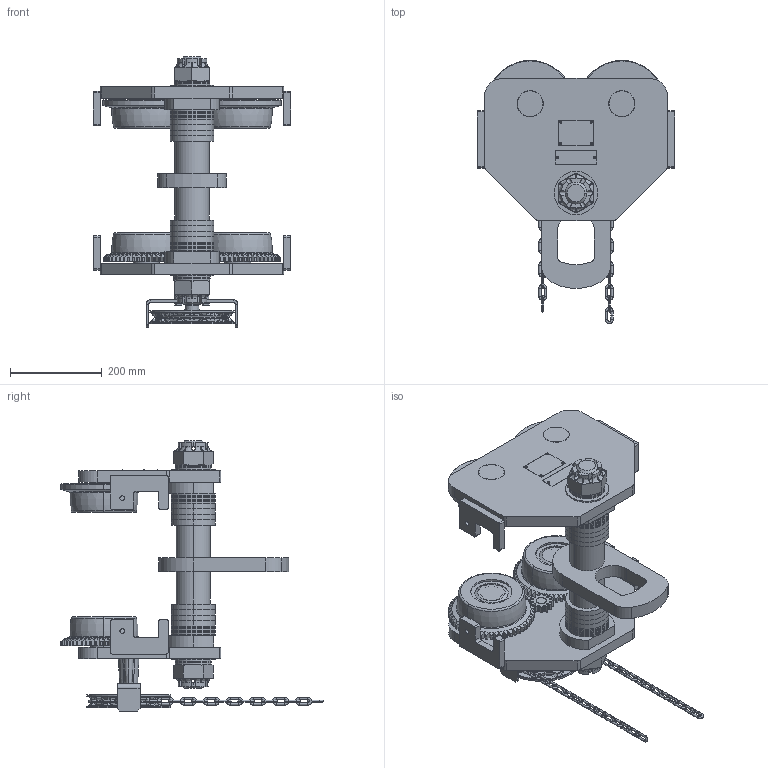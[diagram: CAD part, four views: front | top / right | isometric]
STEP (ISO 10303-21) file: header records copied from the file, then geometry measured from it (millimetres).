
FILE_DESCRIPTION (( 'STEP AP203' ), '1' );
FILE_NAME ('HTG-10t.STEP', '2010-07-19T13:07:58', ( 'Yale Industrial Products GmbH' ), ( 'Yale Industrial Products GmbH' ), 'SwSTEP 2.0', 'SolidWorks 2009', '' );
FILE_SCHEMA (( 'CONFIG_CONTROL_DESIGN' ));
Products named in the file (1): HTG-10t
Bounding box: 430 x 573.48 x 589.5 mm (x, y, z)
Volume: 14087941.9 mm3; surface area: 2037127.9 mm2
Topology: 117 solids, 117 shells, 2724 faces, 6639 edges, 4041 vertices
Faces by surface type: cylinder 1009, plane 727, cone 415, torus 381, bspline 132, sphere 60
Entity records: 108490 total; most frequent: CARTESIAN_POINT 44783, DIRECTION 13804, ORIENTED_EDGE 13098, EDGE_CURVE 6549, AXIS2_PLACEMENT_3D 5727, VERTEX_POINT 4029, CIRCLE 3134, EDGE_LOOP 2948
